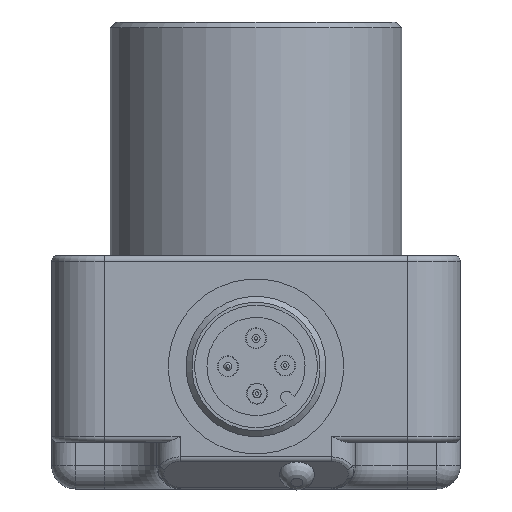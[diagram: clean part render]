
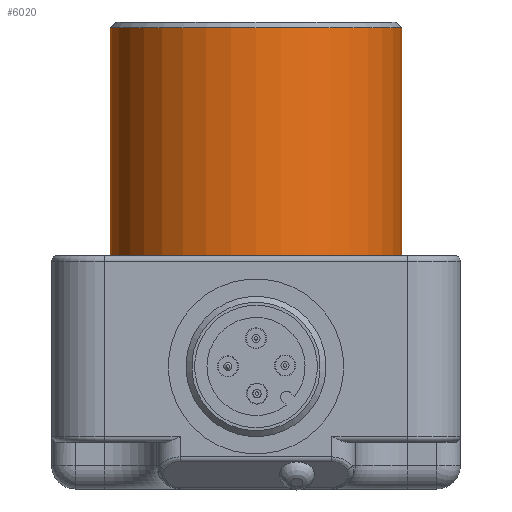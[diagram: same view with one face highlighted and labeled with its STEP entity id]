
A CAD part, left-side view. The second image highlights one B-rep face of the part: STEP entity #6020.
In plain terms, the highlighted cylindrical face has radius 12.5 mm (diameter 25 mm), a full revolution.
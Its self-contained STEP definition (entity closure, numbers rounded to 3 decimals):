
#259=CYLINDRICAL_SURFACE('',#6759,12.5);
#690=LINE('',#10676,#1133);
#1133=VECTOR('',#8594,12.5);
#1463=FACE_OUTER_BOUND('',#1830,.T.);
#1830=EDGE_LOOP('',(#5409,#5410,#5411,#5412,#5413));
#2271=CIRCLE('',#6751,12.5);
#2273=CIRCLE('',#6760,12.5);
#2274=CIRCLE('',#6761,12.5);
#2852=VERTEX_POINT('',#10660);
#2854=VERTEX_POINT('',#10672);
#2855=VERTEX_POINT('',#10673);
#3715=EDGE_CURVE('',#2852,#2852,#2271,.T.);
#3718=EDGE_CURVE('',#2854,#2855,#2273,.T.);
#3719=EDGE_CURVE('',#2855,#2854,#2274,.T.);
#3720=EDGE_CURVE('',#2855,#2852,#690,.T.);
#5409=ORIENTED_EDGE('',*,*,#3718,.F.);
#5410=ORIENTED_EDGE('',*,*,#3719,.F.);
#5411=ORIENTED_EDGE('',*,*,#3720,.T.);
#5412=ORIENTED_EDGE('',*,*,#3715,.F.);
#5413=ORIENTED_EDGE('',*,*,#3720,.F.);
#6020=ADVANCED_FACE('',(#1463),#259,.T.);
#6751=AXIS2_PLACEMENT_3D('',#10661,#8571,#8572);
#6759=AXIS2_PLACEMENT_3D('',#10671,#8588,#8589);
#6760=AXIS2_PLACEMENT_3D('',#10674,#8590,#8591);
#6761=AXIS2_PLACEMENT_3D('',#10675,#8592,#8593);
#8571=DIRECTION('center_axis',(0.,0.,-1.));
#8572=DIRECTION('ref_axis',(1.,0.,0.));
#8588=DIRECTION('center_axis',(0.,0.,1.));
#8589=DIRECTION('ref_axis',(1.,0.,0.));
#8590=DIRECTION('center_axis',(0.,0.,1.));
#8591=DIRECTION('ref_axis',(-1.,0.,0.));
#8592=DIRECTION('center_axis',(0.,0.,1.));
#8593=DIRECTION('ref_axis',(-1.,0.,0.));
#8594=DIRECTION('',(0.,0.,-1.));
#10660=CARTESIAN_POINT('',(30.,17.5,19.9));
#10661=CARTESIAN_POINT('Origin',(42.5,17.5,19.9));
#10671=CARTESIAN_POINT('Origin',(42.5,17.5,19.9));
#10672=CARTESIAN_POINT('',(55.,17.5,39.5));
#10673=CARTESIAN_POINT('',(30.,17.5,39.5));
#10674=CARTESIAN_POINT('Origin',(42.5,17.5,39.5));
#10675=CARTESIAN_POINT('Origin',(42.5,17.5,39.5));
#10676=CARTESIAN_POINT('',(30.,17.5,19.9));
